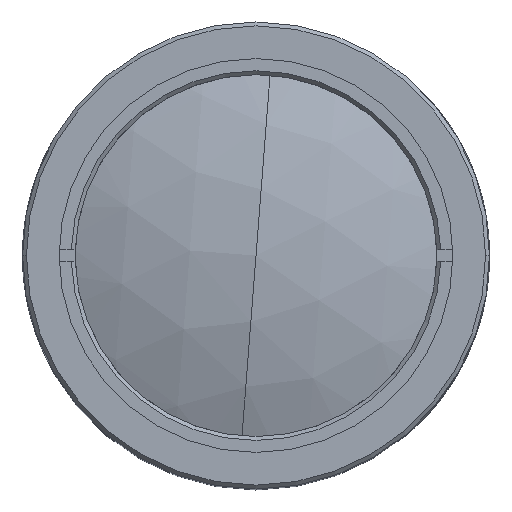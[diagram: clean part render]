
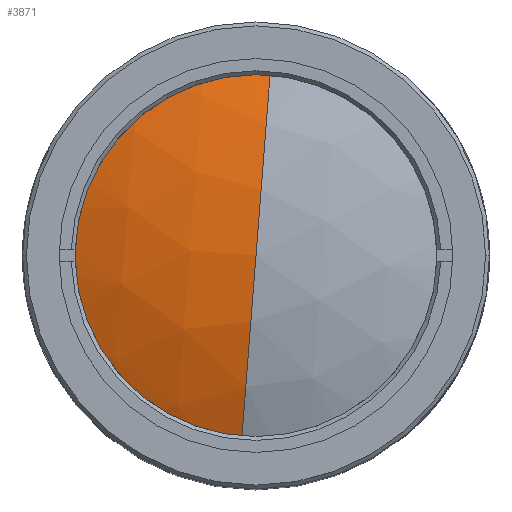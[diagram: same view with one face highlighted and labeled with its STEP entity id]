
A CAD part, top view. The second image highlights one B-rep face of the part: STEP entity #3871.
In plain terms, the highlighted spherical face has radius 33.34 mm.
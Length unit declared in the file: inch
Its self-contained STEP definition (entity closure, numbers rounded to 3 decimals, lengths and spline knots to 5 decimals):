
#3664 = EDGE_CURVE ( 'NONE', #3690, #3743, #11490, .T. ) ;
#3676 = ORIENTED_EDGE ( 'NONE', *, *, #3681, .F. ) ;
#3681 = EDGE_CURVE ( 'NONE', #3686, #3690, #11553, .T. ) ;
#3686 = VERTEX_POINT ( 'NONE', #11541 ) ;
#3690 = VERTEX_POINT ( 'NONE', #11540 ) ;
#3736 = ORIENTED_EDGE ( 'NONE', *, *, #3664, .F. ) ;
#3743 = VERTEX_POINT ( 'NONE', #20004 ) ;
#3758 = ORIENTED_EDGE ( 'NONE', *, *, #3769, .T. ) ;
#3769 = EDGE_CURVE ( 'NONE', #3686, #3743, #20239, .T. ) ;
#3871 = ADVANCED_FACE ( 'NONE', ( #20625 ), #20671, .T. ) ;
#3873 = EDGE_LOOP ( 'NONE', ( #3676, #3758, #3736 ) ) ;
#11456 = CARTESIAN_POINT ( 'NONE',  ( 0., 0., -0.25204 ) ) ;
#11487 = DIRECTION ( 'NONE',  ( 0.078, 0.997, 0. ) ) ;
#11488 = DIRECTION ( 'NONE',  ( 0., 0., -1. ) ) ;
#11489 = AXIS2_PLACEMENT_3D ( 'NONE', #11456, #11488, #11487 ) ;
#11490 = CIRCLE ( 'NONE', #11489, 0.5 ) ;
#11540 = CARTESIAN_POINT ( 'NONE',  ( -0.03878, -0.49849, -0.25204 ) ) ;
#11541 = CARTESIAN_POINT ( 'NONE',  ( 0., 0., -0.15308 ) ) ;
#11542 = DIRECTION ( 'NONE',  ( 0.078, 0.997, 0. ) ) ;
#11543 = DIRECTION ( 'NONE',  ( 0.997, -0.078, 0. ) ) ;
#11544 = CARTESIAN_POINT ( 'NONE',  ( 0., 0., -1.46568 ) ) ;
#11546 = AXIS2_PLACEMENT_3D ( 'NONE', #11544, #11543, #11542 ) ;
#11553 = CIRCLE ( 'NONE', #11546, 1.3126 ) ;
#20004 = CARTESIAN_POINT ( 'NONE',  ( 0.03878, 0.49849, -0.25204 ) ) ;
#20206 = DIRECTION ( 'NONE',  ( -0.997, 0.078, 0. ) ) ;
#20239 = CIRCLE ( 'NONE', #20270, 1.3126 ) ;
#20243 = DIRECTION ( 'NONE',  ( -0.078, -0.997, 0. ) ) ;
#20244 = CARTESIAN_POINT ( 'NONE',  ( 0., 0., -1.46568 ) ) ;
#20270 = AXIS2_PLACEMENT_3D ( 'NONE', #20244, #20206, #20243 ) ;
#20625 = FACE_OUTER_BOUND ( 'NONE', #3873, .T. ) ;
#20663 = AXIS2_PLACEMENT_3D ( 'NONE', #20666, #20664, #20672 ) ;
#20664 = DIRECTION ( 'NONE',  ( -0.997, 0.078, 0. ) ) ;
#20666 = CARTESIAN_POINT ( 'NONE',  ( 0., 0., -1.46568 ) ) ;
#20671 = SPHERICAL_SURFACE ( 'NONE', #20663, 1.3126 ) ;
#20672 = DIRECTION ( 'NONE',  ( -0.078, -0.997, 0. ) ) ;
